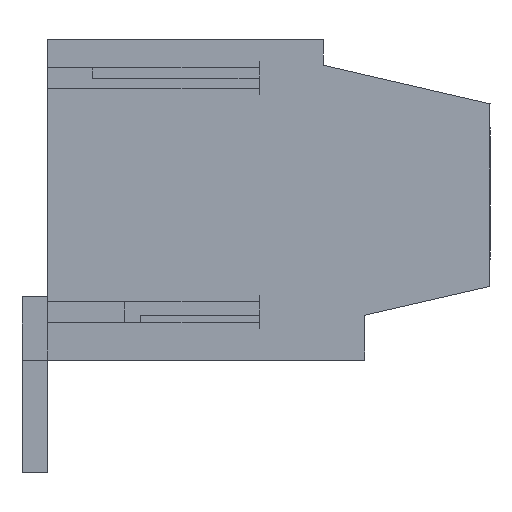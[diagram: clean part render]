
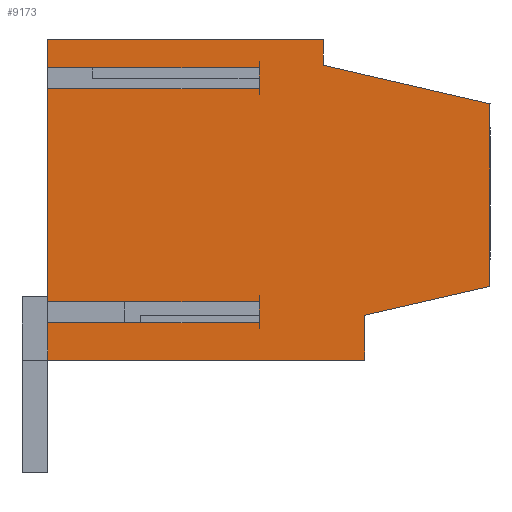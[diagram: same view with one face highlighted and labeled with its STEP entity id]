
A CAD part, left-side view. The second image highlights one B-rep face of the part: STEP entity #9173.
In plain terms, the highlighted planar face has unit normal (-1, 0, 0).
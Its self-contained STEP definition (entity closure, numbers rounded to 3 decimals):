
#9110=AXIS2_PLACEMENT_3D('Plane Axis2P3D',#9107,#9108,#9109) ;
#8168=CARTESIAN_POINT('Vertex',(0.,13.8,3.5)) ;
#8171=CARTESIAN_POINT('Line Origine',(0.,13.8,4.088)) ;
#8175=CARTESIAN_POINT('Vertex',(0.,13.8,4.675)) ;
#8196=CARTESIAN_POINT('Vertex',(0.,13.8,5.325)) ;
#8199=CARTESIAN_POINT('Line Origine',(0.,13.8,8.65)) ;
#8203=CARTESIAN_POINT('Vertex',(0.,13.8,11.975)) ;
#8224=CARTESIAN_POINT('Vertex',(0.,13.8,12.625)) ;
#8227=CARTESIAN_POINT('Line Origine',(0.,13.8,13.062)) ;
#8231=CARTESIAN_POINT('Vertex',(0.,13.8,13.5)) ;
#8660=CARTESIAN_POINT('Line Origine',(0.,9.5,13.5)) ;
#8664=CARTESIAN_POINT('Vertex',(0.,5.2,13.5)) ;
#8753=CARTESIAN_POINT('Line Origine',(0.,5.2,13.1)) ;
#8757=CARTESIAN_POINT('Vertex',(0.,5.2,12.7)) ;
#8778=CARTESIAN_POINT('Line Origine',(0.,2.6,12.1)) ;
#8782=CARTESIAN_POINT('Vertex',(0.,0.,11.499)) ;
#8803=CARTESIAN_POINT('Line Origine',(0.,0.,8.65)) ;
#8807=CARTESIAN_POINT('Vertex',(0.,0.,5.8)) ;
#8864=CARTESIAN_POINT('Line Origine',(0.,1.95,5.35)) ;
#8868=CARTESIAN_POINT('Vertex',(0.,3.9,4.9)) ;
#8999=CARTESIAN_POINT('Vertex',(0.,3.9,3.5)) ;
#9002=CARTESIAN_POINT('Line Origine',(0.,8.85,3.5)) ;
#9107=CARTESIAN_POINT('Axis2P3D Location',(0.,14.6,0.)) ;
#9112=CARTESIAN_POINT('Line Origine',(0.,10.5,5.325)) ;
#9116=CARTESIAN_POINT('Vertex',(0.,7.2,5.325)) ;
#9119=CARTESIAN_POINT('Line Origine',(0.,7.2,5.)) ;
#9123=CARTESIAN_POINT('Vertex',(0.,7.2,4.675)) ;
#9126=CARTESIAN_POINT('Line Origine',(0.,10.5,4.675)) ;
#9131=CARTESIAN_POINT('Line Origine',(0.,3.9,4.2)) ;
#9136=CARTESIAN_POINT('Line Origine',(0.,10.5,12.625)) ;
#9140=CARTESIAN_POINT('Vertex',(0.,7.2,12.625)) ;
#9143=CARTESIAN_POINT('Line Origine',(0.,7.2,12.3)) ;
#9147=CARTESIAN_POINT('Vertex',(0.,7.2,11.975)) ;
#9150=CARTESIAN_POINT('Line Origine',(0.,10.5,11.975)) ;
#8172=DIRECTION('Vector Direction',(0.,0.,-1.)) ;
#8200=DIRECTION('Vector Direction',(0.,0.,-1.)) ;
#8228=DIRECTION('Vector Direction',(0.,0.,-1.)) ;
#8661=DIRECTION('Vector Direction',(0.,1.,0.)) ;
#8754=DIRECTION('Vector Direction',(0.,0.,1.)) ;
#8779=DIRECTION('Vector Direction',(0.,0.974,0.225)) ;
#8804=DIRECTION('Vector Direction',(0.,0.,1.)) ;
#8865=DIRECTION('Vector Direction',(0.,-0.974,0.225)) ;
#9003=DIRECTION('Vector Direction',(0.,-1.,0.)) ;
#9108=DIRECTION('Axis2P3D Direction',(-1.,0.,0.)) ;
#9109=DIRECTION('Axis2P3D XDirection',(0.,-1.,0.)) ;
#9113=DIRECTION('Vector Direction',(0.,-1.,0.)) ;
#9120=DIRECTION('Vector Direction',(0.,0.,-1.)) ;
#9127=DIRECTION('Vector Direction',(0.,-1.,0.)) ;
#9132=DIRECTION('Vector Direction',(0.,0.,1.)) ;
#9137=DIRECTION('Vector Direction',(0.,-1.,0.)) ;
#9144=DIRECTION('Vector Direction',(0.,0.,-1.)) ;
#9151=DIRECTION('Vector Direction',(0.,-1.,0.)) ;
#8173=VECTOR('Line Direction',#8172,1.) ;
#8201=VECTOR('Line Direction',#8200,1.) ;
#8229=VECTOR('Line Direction',#8228,1.) ;
#8662=VECTOR('Line Direction',#8661,1.) ;
#8755=VECTOR('Line Direction',#8754,1.) ;
#8780=VECTOR('Line Direction',#8779,1.) ;
#8805=VECTOR('Line Direction',#8804,1.) ;
#8866=VECTOR('Line Direction',#8865,1.) ;
#9004=VECTOR('Line Direction',#9003,1.) ;
#9114=VECTOR('Line Direction',#9113,1.) ;
#9121=VECTOR('Line Direction',#9120,1.) ;
#9128=VECTOR('Line Direction',#9127,1.) ;
#9133=VECTOR('Line Direction',#9132,1.) ;
#9138=VECTOR('Line Direction',#9137,1.) ;
#9145=VECTOR('Line Direction',#9144,1.) ;
#9152=VECTOR('Line Direction',#9151,1.) ;
#9156=ORIENTED_EDGE('',*,*,#8205,.T.) ;
#9157=ORIENTED_EDGE('',*,*,#9118,.T.) ;
#9158=ORIENTED_EDGE('',*,*,#9125,.T.) ;
#9159=ORIENTED_EDGE('',*,*,#9130,.F.) ;
#9160=ORIENTED_EDGE('',*,*,#8177,.T.) ;
#9161=ORIENTED_EDGE('',*,*,#9006,.T.) ;
#9162=ORIENTED_EDGE('',*,*,#9135,.T.) ;
#9163=ORIENTED_EDGE('',*,*,#8870,.T.) ;
#9164=ORIENTED_EDGE('',*,*,#8809,.T.) ;
#9165=ORIENTED_EDGE('',*,*,#8784,.T.) ;
#9166=ORIENTED_EDGE('',*,*,#8759,.T.) ;
#9167=ORIENTED_EDGE('',*,*,#8666,.T.) ;
#9168=ORIENTED_EDGE('',*,*,#8233,.T.) ;
#9169=ORIENTED_EDGE('',*,*,#9142,.T.) ;
#9170=ORIENTED_EDGE('',*,*,#9149,.T.) ;
#9171=ORIENTED_EDGE('',*,*,#9154,.F.) ;
#9173=ADVANCED_FACE('HOUSING',(#9172),#9111,.T.) ;
#8177=EDGE_CURVE('',#8176,#8169,#8174,.T.) ;
#8205=EDGE_CURVE('',#8204,#8197,#8202,.T.) ;
#8233=EDGE_CURVE('',#8232,#8225,#8230,.T.) ;
#8666=EDGE_CURVE('',#8665,#8232,#8663,.T.) ;
#8759=EDGE_CURVE('',#8758,#8665,#8756,.T.) ;
#8784=EDGE_CURVE('',#8783,#8758,#8781,.T.) ;
#8809=EDGE_CURVE('',#8808,#8783,#8806,.T.) ;
#8870=EDGE_CURVE('',#8869,#8808,#8867,.T.) ;
#9006=EDGE_CURVE('',#8169,#9000,#9005,.T.) ;
#9118=EDGE_CURVE('',#8197,#9117,#9115,.T.) ;
#9125=EDGE_CURVE('',#9117,#9124,#9122,.T.) ;
#9130=EDGE_CURVE('',#8176,#9124,#9129,.T.) ;
#9135=EDGE_CURVE('',#9000,#8869,#9134,.T.) ;
#9142=EDGE_CURVE('',#8225,#9141,#9139,.T.) ;
#9149=EDGE_CURVE('',#9141,#9148,#9146,.T.) ;
#9154=EDGE_CURVE('',#8204,#9148,#9153,.T.) ;
#9155=EDGE_LOOP('',(#9156,#9157,#9158,#9159,#9160,#9161,#9162,#9163,#9164,#9165,#9166,#9167,#9168,#9169,#9170,#9171)) ;
#9172=FACE_OUTER_BOUND('',#9155,.T.) ;
#8174=LINE('Line',#8171,#8173) ;
#8202=LINE('Line',#8199,#8201) ;
#8230=LINE('Line',#8227,#8229) ;
#8663=LINE('Line',#8660,#8662) ;
#8756=LINE('Line',#8753,#8755) ;
#8781=LINE('Line',#8778,#8780) ;
#8806=LINE('Line',#8803,#8805) ;
#8867=LINE('Line',#8864,#8866) ;
#9005=LINE('Line',#9002,#9004) ;
#9115=LINE('Line',#9112,#9114) ;
#9122=LINE('Line',#9119,#9121) ;
#9129=LINE('Line',#9126,#9128) ;
#9134=LINE('Line',#9131,#9133) ;
#9139=LINE('Line',#9136,#9138) ;
#9146=LINE('Line',#9143,#9145) ;
#9153=LINE('Line',#9150,#9152) ;
#9111=PLANE('',#9110) ;
#8169=VERTEX_POINT('',#8168) ;
#8176=VERTEX_POINT('',#8175) ;
#8197=VERTEX_POINT('',#8196) ;
#8204=VERTEX_POINT('',#8203) ;
#8225=VERTEX_POINT('',#8224) ;
#8232=VERTEX_POINT('',#8231) ;
#8665=VERTEX_POINT('',#8664) ;
#8758=VERTEX_POINT('',#8757) ;
#8783=VERTEX_POINT('',#8782) ;
#8808=VERTEX_POINT('',#8807) ;
#8869=VERTEX_POINT('',#8868) ;
#9000=VERTEX_POINT('',#8999) ;
#9117=VERTEX_POINT('',#9116) ;
#9124=VERTEX_POINT('',#9123) ;
#9141=VERTEX_POINT('',#9140) ;
#9148=VERTEX_POINT('',#9147) ;
